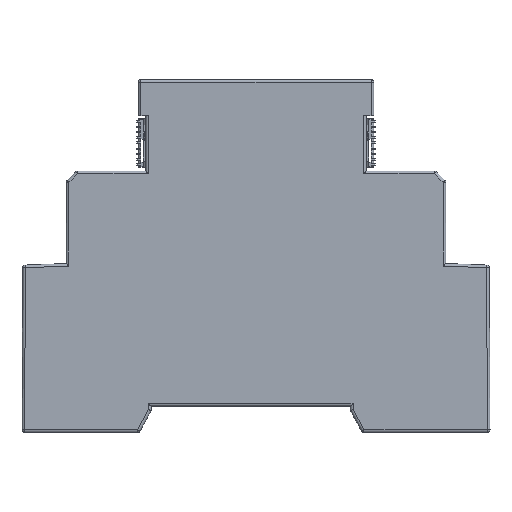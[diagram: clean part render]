
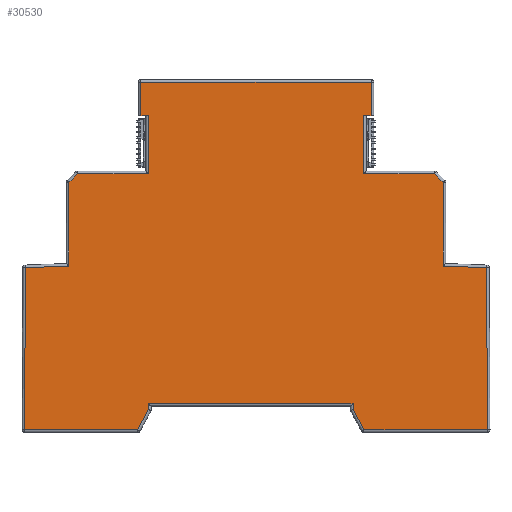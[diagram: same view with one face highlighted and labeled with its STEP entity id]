
A CAD part, top view. The second image highlights one B-rep face of the part: STEP entity #30530.
In plain terms, the highlighted planar face has unit normal (0, 0, 1).
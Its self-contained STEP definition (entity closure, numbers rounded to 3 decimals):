
#30331=CARTESIAN_POINT('',(0.0,0.0,8.8));
#30332=DIRECTION('',(0.0,0.0,1.0));
#30333=DIRECTION('',(1.0,0.0,0.0));
#30334=AXIS2_PLACEMENT_3D('',#30331,#30332,#30333);
#30335=PLANE('',#30334);
#30336=CARTESIAN_POINT('',(20.6,13.25,8.8));
#30337=VERTEX_POINT('',#30336);
#30338=CARTESIAN_POINT('',(20.6,24.35,8.8));
#30339=VERTEX_POINT('',#30338);
#30340=CARTESIAN_POINT('',(20.6,13.25,8.8));
#30341=DIRECTION('',(0.0,1.0,0.0));
#30342=VECTOR('',#30341,11.1);
#30343=LINE('',#30340,#30342);
#30344=EDGE_CURVE('',#30337,#30339,#30343,.T.);
#30345=ORIENTED_EDGE('',*,*,#30344,.T.);
#30346=CARTESIAN_POINT('',(22.0,24.35,8.8));
#30347=VERTEX_POINT('',#30346);
#30348=CARTESIAN_POINT('',(20.6,24.35,8.8));
#30349=DIRECTION('',(1.0,0.0,0.0));
#30350=VECTOR('',#30349,1.4);
#30351=LINE('',#30348,#30350);
#30352=EDGE_CURVE('',#30339,#30347,#30351,.T.);
#30353=ORIENTED_EDGE('',*,*,#30352,.T.);
#30354=CARTESIAN_POINT('',(22.0,30.75,8.8));
#30355=VERTEX_POINT('',#30354);
#30356=CARTESIAN_POINT('',(22.0,24.35,8.8));
#30357=DIRECTION('',(0.0,1.0,0.0));
#30358=VECTOR('',#30357,6.4);
#30359=LINE('',#30356,#30358);
#30360=EDGE_CURVE('',#30347,#30355,#30359,.T.);
#30361=ORIENTED_EDGE('',*,*,#30360,.T.);
#30362=CARTESIAN_POINT('',(-22.0,30.75,8.8));
#30363=VERTEX_POINT('',#30362);
#30364=CARTESIAN_POINT('',(22.0,30.75,8.8));
#30365=DIRECTION('',(-1.0,0.0,0.0));
#30366=VECTOR('',#30365,44.0);
#30367=LINE('',#30364,#30366);
#30368=EDGE_CURVE('',#30355,#30363,#30367,.T.);
#30369=ORIENTED_EDGE('',*,*,#30368,.T.);
#30370=CARTESIAN_POINT('',(-22.0,24.35,8.8));
#30371=VERTEX_POINT('',#30370);
#30372=CARTESIAN_POINT('',(-22.0,30.75,8.8));
#30373=DIRECTION('',(0.0,-1.0,0.0));
#30374=VECTOR('',#30373,6.4);
#30375=LINE('',#30372,#30374);
#30376=EDGE_CURVE('',#30363,#30371,#30375,.T.);
#30377=ORIENTED_EDGE('',*,*,#30376,.T.);
#30378=CARTESIAN_POINT('',(-20.6,24.35,8.8));
#30379=VERTEX_POINT('',#30378);
#30380=CARTESIAN_POINT('',(-22.0,24.35,8.8));
#30381=DIRECTION('',(1.0,0.0,0.0));
#30382=VECTOR('',#30381,1.4);
#30383=LINE('',#30380,#30382);
#30384=EDGE_CURVE('',#30371,#30379,#30383,.T.);
#30385=ORIENTED_EDGE('',*,*,#30384,.T.);
#30386=CARTESIAN_POINT('',(-20.6,13.25,8.8));
#30387=VERTEX_POINT('',#30386);
#30388=CARTESIAN_POINT('',(-20.6,24.35,8.8));
#30389=DIRECTION('',(0.0,-1.0,0.0));
#30390=VECTOR('',#30389,11.1);
#30391=LINE('',#30388,#30390);
#30392=EDGE_CURVE('',#30379,#30387,#30391,.T.);
#30393=ORIENTED_EDGE('',*,*,#30392,.T.);
#30394=CARTESIAN_POINT('',(-34.093,13.25,8.8));
#30395=VERTEX_POINT('',#30394);
#30396=CARTESIAN_POINT('',(-20.6,13.25,8.8));
#30397=DIRECTION('',(-1.0,0.0,0.0));
#30398=VECTOR('',#30397,13.493);
#30399=LINE('',#30396,#30398);
#30400=EDGE_CURVE('',#30387,#30395,#30399,.T.);
#30401=ORIENTED_EDGE('',*,*,#30400,.T.);
#30402=CARTESIAN_POINT('',(-35.8,11.543,8.8));
#30403=VERTEX_POINT('',#30402);
#30404=CARTESIAN_POINT('',(-34.093,13.25,8.8));
#30405=DIRECTION('',(-0.707,-0.707,0.0));
#30406=VECTOR('',#30405,2.414);
#30407=LINE('',#30404,#30406);
#30408=EDGE_CURVE('',#30395,#30403,#30407,.T.);
#30409=ORIENTED_EDGE('',*,*,#30408,.T.);
#30410=CARTESIAN_POINT('',(-35.8,-4.432,8.8));
#30411=VERTEX_POINT('',#30410);
#30412=CARTESIAN_POINT('',(-35.8,11.543,8.8));
#30413=DIRECTION('',(0.0,-1.0,0.0));
#30414=VECTOR('',#30413,15.975);
#30415=LINE('',#30412,#30414);
#30416=EDGE_CURVE('',#30403,#30411,#30415,.T.);
#30417=ORIENTED_EDGE('',*,*,#30416,.T.);
#30418=CARTESIAN_POINT('',(-44.101,-4.732,8.8));
#30419=VERTEX_POINT('',#30418);
#30420=CARTESIAN_POINT('',(-35.8,-4.432,8.8));
#30421=DIRECTION('',(-0.999,-0.036,0.0));
#30422=VECTOR('',#30421,8.307);
#30423=LINE('',#30420,#30422);
#30424=EDGE_CURVE('',#30411,#30419,#30423,.T.);
#30425=ORIENTED_EDGE('',*,*,#30424,.T.);
#30426=CARTESIAN_POINT('',(-44.248,-35.75,8.8));
#30427=VERTEX_POINT('',#30426);
#30428=CARTESIAN_POINT('',(-44.101,-4.732,8.8));
#30429=DIRECTION('',(-0.005,-1.,0.0));
#30430=VECTOR('',#30429,31.018);
#30431=LINE('',#30428,#30430);
#30432=EDGE_CURVE('',#30419,#30427,#30431,.T.);
#30433=ORIENTED_EDGE('',*,*,#30432,.T.);
#30434=CARTESIAN_POINT('',(-22.638,-35.75,8.8));
#30435=VERTEX_POINT('',#30434);
#30436=CARTESIAN_POINT('',(-44.248,-35.75,8.8));
#30437=DIRECTION('',(1.0,0.0,0.0));
#30438=VECTOR('',#30437,21.61);
#30439=LINE('',#30436,#30438);
#30440=EDGE_CURVE('',#30427,#30435,#30439,.T.);
#30441=ORIENTED_EDGE('',*,*,#30440,.T.);
#30442=CARTESIAN_POINT('',(-20.55,-31.923,8.8));
#30443=VERTEX_POINT('',#30442);
#30444=CARTESIAN_POINT('',(-22.638,-35.75,8.8));
#30445=DIRECTION('',(0.479,0.878,0.0));
#30446=VECTOR('',#30445,4.36);
#30447=LINE('',#30444,#30446);
#30448=EDGE_CURVE('',#30435,#30443,#30447,.T.);
#30449=ORIENTED_EDGE('',*,*,#30448,.T.);
#30450=CARTESIAN_POINT('',(-20.55,-30.75,8.8));
#30451=VERTEX_POINT('',#30450);
#30452=CARTESIAN_POINT('',(-20.55,-31.923,8.8));
#30453=DIRECTION('',(0.0,1.0,0.0));
#30454=VECTOR('',#30453,1.173);
#30455=LINE('',#30452,#30454);
#30456=EDGE_CURVE('',#30443,#30451,#30455,.T.);
#30457=ORIENTED_EDGE('',*,*,#30456,.T.);
#30458=CARTESIAN_POINT('',(18.55,-30.75,8.8));
#30459=VERTEX_POINT('',#30458);
#30460=CARTESIAN_POINT('',(-20.55,-30.75,8.8));
#30461=DIRECTION('',(1.0,0.0,0.0));
#30462=VECTOR('',#30461,39.1);
#30463=LINE('',#30460,#30462);
#30464=EDGE_CURVE('',#30451,#30459,#30463,.T.);
#30465=ORIENTED_EDGE('',*,*,#30464,.T.);
#30466=CARTESIAN_POINT('',(18.55,-31.923,8.8));
#30467=VERTEX_POINT('',#30466);
#30468=CARTESIAN_POINT('',(18.55,-30.75,8.8));
#30469=DIRECTION('',(0.0,-1.0,0.0));
#30470=VECTOR('',#30469,1.173);
#30471=LINE('',#30468,#30470);
#30472=EDGE_CURVE('',#30459,#30467,#30471,.T.);
#30473=ORIENTED_EDGE('',*,*,#30472,.T.);
#30474=CARTESIAN_POINT('',(20.638,-35.75,8.8));
#30475=VERTEX_POINT('',#30474);
#30476=CARTESIAN_POINT('',(18.55,-31.923,8.8));
#30477=DIRECTION('',(0.479,-0.878,0.0));
#30478=VECTOR('',#30477,4.36);
#30479=LINE('',#30476,#30478);
#30480=EDGE_CURVE('',#30467,#30475,#30479,.T.);
#30481=ORIENTED_EDGE('',*,*,#30480,.T.);
#30482=CARTESIAN_POINT('',(44.248,-35.75,8.8));
#30483=VERTEX_POINT('',#30482);
#30484=CARTESIAN_POINT('',(20.638,-35.75,8.8));
#30485=DIRECTION('',(1.0,0.0,0.0));
#30486=VECTOR('',#30485,23.61);
#30487=LINE('',#30484,#30486);
#30488=EDGE_CURVE('',#30475,#30483,#30487,.T.);
#30489=ORIENTED_EDGE('',*,*,#30488,.T.);
#30490=CARTESIAN_POINT('',(44.101,-4.732,8.8));
#30491=VERTEX_POINT('',#30490);
#30492=CARTESIAN_POINT('',(44.248,-35.75,8.8));
#30493=DIRECTION('',(-0.005,1.,0.0));
#30494=VECTOR('',#30493,31.018);
#30495=LINE('',#30492,#30494);
#30496=EDGE_CURVE('',#30483,#30491,#30495,.T.);
#30497=ORIENTED_EDGE('',*,*,#30496,.T.);
#30498=CARTESIAN_POINT('',(35.8,-4.432,8.8));
#30499=VERTEX_POINT('',#30498);
#30500=CARTESIAN_POINT('',(44.101,-4.732,8.8));
#30501=DIRECTION('',(-0.999,0.036,0.0));
#30502=VECTOR('',#30501,8.307);
#30503=LINE('',#30500,#30502);
#30504=EDGE_CURVE('',#30491,#30499,#30503,.T.);
#30505=ORIENTED_EDGE('',*,*,#30504,.T.);
#30506=CARTESIAN_POINT('',(35.8,11.543,8.8));
#30507=VERTEX_POINT('',#30506);
#30508=CARTESIAN_POINT('',(35.8,-4.432,8.8));
#30509=DIRECTION('',(0.0,1.0,0.0));
#30510=VECTOR('',#30509,15.975);
#30511=LINE('',#30508,#30510);
#30512=EDGE_CURVE('',#30499,#30507,#30511,.T.);
#30513=ORIENTED_EDGE('',*,*,#30512,.T.);
#30514=CARTESIAN_POINT('',(34.093,13.25,8.8));
#30515=VERTEX_POINT('',#30514);
#30516=CARTESIAN_POINT('',(35.8,11.543,8.8));
#30517=DIRECTION('',(-0.707,0.707,0.0));
#30518=VECTOR('',#30517,2.414);
#30519=LINE('',#30516,#30518);
#30520=EDGE_CURVE('',#30507,#30515,#30519,.T.);
#30521=ORIENTED_EDGE('',*,*,#30520,.T.);
#30522=CARTESIAN_POINT('',(34.093,13.25,8.8));
#30523=DIRECTION('',(-1.0,0.0,0.0));
#30524=VECTOR('',#30523,13.493);
#30525=LINE('',#30522,#30524);
#30526=EDGE_CURVE('',#30515,#30337,#30525,.T.);
#30527=ORIENTED_EDGE('',*,*,#30526,.T.);
#30528=EDGE_LOOP('',(#30345,#30353,#30361,#30369,#30377,#30385,#30393,#30401,#30409,#30417,#30425,#30433,#30441,#30449,#30457,#30465,#30473,#30481,#30489,#30497,#30505,#30513,#30521,#30527));
#30529=FACE_OUTER_BOUND('',#30528,.T.);
#30530=ADVANCED_FACE('',(#30529),#30335,.T.);
